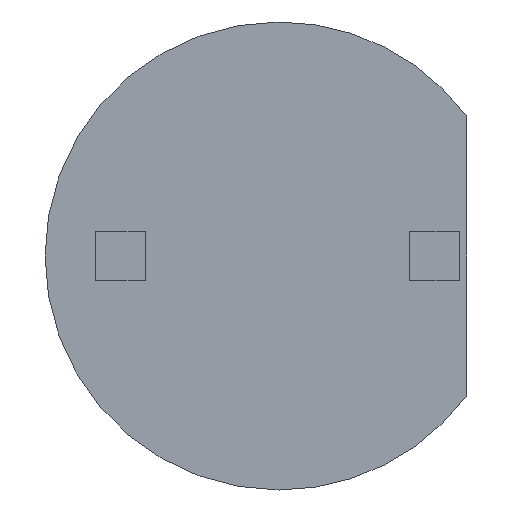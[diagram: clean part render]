
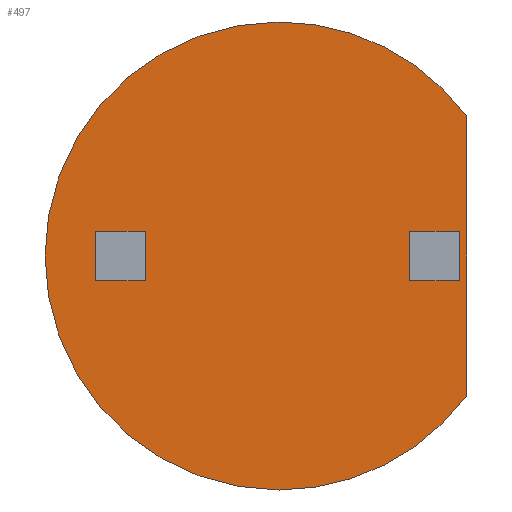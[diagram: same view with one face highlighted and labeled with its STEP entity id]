
A CAD part, front view. The second image highlights one B-rep face of the part: STEP entity #497.
In plain terms, the highlighted planar face has unit normal (0, -1, 0).
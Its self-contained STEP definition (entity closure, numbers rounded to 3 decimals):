
#26 = ORIENTED_EDGE ( 'NONE', *, *, #468, .F. ) ;
#35 = CARTESIAN_POINT ( 'NONE',  ( 0., -0.564, 1.9 ) ) ;
#44 = DIRECTION ( 'NONE',  ( -1., 0., 0. ) ) ;
#46 = EDGE_LOOP ( 'NONE', ( #26, #519, #444, #73 ) ) ;
#52 = FACE_OUTER_BOUND ( 'NONE', #436, .T. ) ;
#53 = LINE ( 'NONE', #587, #146 ) ;
#58 = CARTESIAN_POINT ( 'NONE',  ( 0., -0.564, 0. ) ) ;
#60 = EDGE_CURVE ( 'NONE', #361, #391, #333, .T. ) ;
#62 = LINE ( 'NONE', #534, #586 ) ;
#73 = ORIENTED_EDGE ( 'NONE', *, *, #183, .F. ) ;
#82 = VERTEX_POINT ( 'NONE', #402 ) ;
#87 = CARTESIAN_POINT ( 'NONE',  ( 1.526, -0.564, 1.132 ) ) ;
#94 = CARTESIAN_POINT ( 'NONE',  ( 1.526, -0.564, 2.176 ) ) ;
#100 = CARTESIAN_POINT ( 'NONE',  ( -1.488, -0.564, -0.2 ) ) ;
#101 = DIRECTION ( 'NONE',  ( 0., 0., 1. ) ) ;
#103 = DIRECTION ( 'NONE',  ( -1., 0., 0. ) ) ;
#111 = ORIENTED_EDGE ( 'NONE', *, *, #127, .F. ) ;
#117 = EDGE_CURVE ( 'NONE', #82, #730, #477, .T. ) ;
#127 = EDGE_CURVE ( 'NONE', #281, #332, #53, .T. ) ;
#128 = CARTESIAN_POINT ( 'NONE',  ( 0., -0.564, 0.2 ) ) ;
#138 = CARTESIAN_POINT ( 'NONE',  ( -1.488, -0.564, 0.2 ) ) ;
#146 = VECTOR ( 'NONE', #666, 1000. ) ;
#156 = CARTESIAN_POINT ( 'NONE',  ( 1.462, -0.564, -0.2 ) ) ;
#170 = VERTEX_POINT ( 'NONE', #410 ) ;
#176 = DIRECTION ( 'NONE',  ( 0., 0., -1. ) ) ;
#180 = CARTESIAN_POINT ( 'NONE',  ( 0., -0.564, 0. ) ) ;
#183 = EDGE_CURVE ( 'NONE', #573, #625, #348, .T. ) ;
#219 = DIRECTION ( 'NONE',  ( 0., 0., -1. ) ) ;
#233 = ORIENTED_EDGE ( 'NONE', *, *, #559, .F. ) ;
#234 = CARTESIAN_POINT ( 'NONE',  ( -1.088, -0.564, 0.2 ) ) ;
#245 = CARTESIAN_POINT ( 'NONE',  ( 1.462, -0.564, -0.2 ) ) ;
#281 = VERTEX_POINT ( 'NONE', #138 ) ;
#288 = DIRECTION ( 'NONE',  ( 0., 0., 1. ) ) ;
#289 = EDGE_CURVE ( 'NONE', #625, #294, #448, .T. ) ;
#294 = VERTEX_POINT ( 'NONE', #551 ) ;
#322 = CARTESIAN_POINT ( 'NONE',  ( 1.462, -0.564, 0.2 ) ) ;
#326 = EDGE_CURVE ( 'NONE', #730, #281, #688, .T. ) ;
#330 = CARTESIAN_POINT ( 'NONE',  ( 1.062, -0.564, 0.2 ) ) ;
#332 = VERTEX_POINT ( 'NONE', #100 ) ;
#333 = CIRCLE ( 'NONE', #696, 1.9 ) ;
#348 = LINE ( 'NONE', #591, #672 ) ;
#361 = VERTEX_POINT ( 'NONE', #707 ) ;
#373 = DIRECTION ( 'NONE',  ( -1., 0., 0. ) ) ;
#379 = DIRECTION ( 'NONE',  ( 0., 1., 0. ) ) ;
#384 = VERTEX_POINT ( 'NONE', #156 ) ;
#388 = DIRECTION ( 'NONE',  ( 0., 0., -1. ) ) ;
#391 = VERTEX_POINT ( 'NONE', #35 ) ;
#392 = VECTOR ( 'NONE', #681, 1000. ) ;
#393 = VECTOR ( 'NONE', #103, 1000. ) ;
#402 = CARTESIAN_POINT ( 'NONE',  ( -1.088, -0.564, -0.2 ) ) ;
#409 = AXIS2_PLACEMENT_3D ( 'NONE', #496, #379, #388 ) ;
#410 = CARTESIAN_POINT ( 'NONE',  ( 1.526, -0.564, -1.132 ) ) ;
#420 = LINE ( 'NONE', #593, #393 ) ;
#421 = LINE ( 'NONE', #245, #392 ) ;
#428 = DIRECTION ( 'NONE',  ( 0., 0., -1. ) ) ;
#433 = PLANE ( 'NONE',  #724 ) ;
#436 = EDGE_LOOP ( 'NONE', ( #233, #533, #506, #679 ) ) ;
#444 = ORIENTED_EDGE ( 'NONE', *, *, #289, .F. ) ;
#448 = LINE ( 'NONE', #768, #761 ) ;
#451 = EDGE_CURVE ( 'NONE', #170, #675, #652, .T. ) ;
#468 = EDGE_CURVE ( 'NONE', #384, #573, #421, .T. ) ;
#477 = LINE ( 'NONE', #725, #616 ) ;
#484 = VECTOR ( 'NONE', #373, 1000. ) ;
#496 = CARTESIAN_POINT ( 'NONE',  ( 0., -0.564, 0. ) ) ;
#497 = ADVANCED_FACE ( 'NONE', ( #797, #556, #52 ), #433, .T. ) ;
#506 = ORIENTED_EDGE ( 'NONE', *, *, #717, .F. ) ;
#519 = ORIENTED_EDGE ( 'NONE', *, *, #754, .T. ) ;
#524 = CIRCLE ( 'NONE', #409, 1.9 ) ;
#525 = DIRECTION ( 'NONE',  ( 0., 1., 0. ) ) ;
#533 = ORIENTED_EDGE ( 'NONE', *, *, #451, .T. ) ;
#534 = CARTESIAN_POINT ( 'NONE',  ( 0., -0.564, -0.2 ) ) ;
#551 = CARTESIAN_POINT ( 'NONE',  ( 1.062, -0.564, -0.2 ) ) ;
#556 = FACE_BOUND ( 'NONE', #46, .T. ) ;
#558 = ORIENTED_EDGE ( 'NONE', *, *, #326, .F. ) ;
#559 = EDGE_CURVE ( 'NONE', #170, #361, #524, .T. ) ;
#573 = VERTEX_POINT ( 'NONE', #322 ) ;
#575 = AXIS2_PLACEMENT_3D ( 'NONE', #58, #669, #428 ) ;
#586 = VECTOR ( 'NONE', #742, 1000. ) ;
#587 = CARTESIAN_POINT ( 'NONE',  ( -1.488, -0.564, -0.2 ) ) ;
#591 = CARTESIAN_POINT ( 'NONE',  ( 0., -0.564, 0.2 ) ) ;
#593 = CARTESIAN_POINT ( 'NONE',  ( 0., -0.564, -0.2 ) ) ;
#601 = VECTOR ( 'NONE', #288, 1000. ) ;
#616 = VECTOR ( 'NONE', #101, 1000. ) ;
#625 = VERTEX_POINT ( 'NONE', #330 ) ;
#640 = EDGE_LOOP ( 'NONE', ( #706, #668, #111, #558 ) ) ;
#652 = LINE ( 'NONE', #94, #601 ) ;
#658 = CIRCLE ( 'NONE', #575, 1.9 ) ;
#666 = DIRECTION ( 'NONE',  ( 0., 0., -1. ) ) ;
#668 = ORIENTED_EDGE ( 'NONE', *, *, #744, .T. ) ;
#669 = DIRECTION ( 'NONE',  ( 0., 1., 0. ) ) ;
#672 = VECTOR ( 'NONE', #44, 1000. ) ;
#675 = VERTEX_POINT ( 'NONE', #87 ) ;
#678 = DIRECTION ( 'NONE',  ( 0., 0., -1. ) ) ;
#679 = ORIENTED_EDGE ( 'NONE', *, *, #60, .F. ) ;
#681 = DIRECTION ( 'NONE',  ( 0., 0., 1. ) ) ;
#688 = LINE ( 'NONE', #128, #484 ) ;
#696 = AXIS2_PLACEMENT_3D ( 'NONE', #713, #525, #219 ) ;
#706 = ORIENTED_EDGE ( 'NONE', *, *, #117, .F. ) ;
#707 = CARTESIAN_POINT ( 'NONE',  ( 0., -0.564, -1.9 ) ) ;
#713 = CARTESIAN_POINT ( 'NONE',  ( 0., -0.564, 0. ) ) ;
#717 = EDGE_CURVE ( 'NONE', #391, #675, #658, .T. ) ;
#724 = AXIS2_PLACEMENT_3D ( 'NONE', #180, #735, #176 ) ;
#725 = CARTESIAN_POINT ( 'NONE',  ( -1.088, -0.564, -0.2 ) ) ;
#730 = VERTEX_POINT ( 'NONE', #234 ) ;
#735 = DIRECTION ( 'NONE',  ( 0., -1., 0. ) ) ;
#742 = DIRECTION ( 'NONE',  ( -1., 0., 0. ) ) ;
#744 = EDGE_CURVE ( 'NONE', #82, #332, #62, .T. ) ;
#754 = EDGE_CURVE ( 'NONE', #384, #294, #420, .T. ) ;
#761 = VECTOR ( 'NONE', #678, 1000. ) ;
#768 = CARTESIAN_POINT ( 'NONE',  ( 1.062, -0.564, -0.2 ) ) ;
#797 = FACE_BOUND ( 'NONE', #640, .T. ) ;
